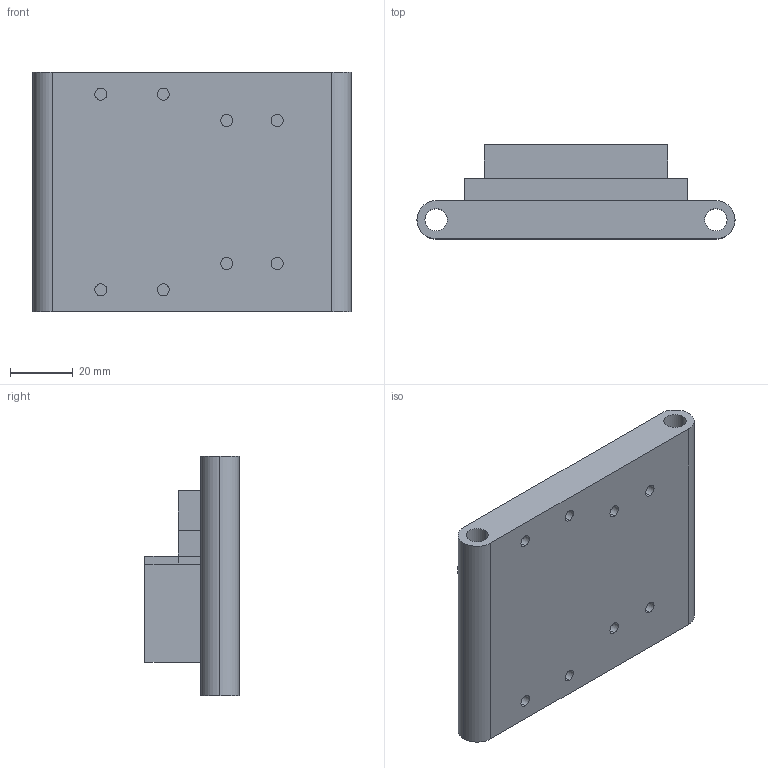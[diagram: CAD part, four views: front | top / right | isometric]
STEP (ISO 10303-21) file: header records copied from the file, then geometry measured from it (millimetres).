
FILE_DESCRIPTION (( 'STEP AP214' ), '1' );
FILE_NAME ('Flight Computer Sled Cantaloupe v3.STEP', '2026-02-14T21:33:36', ( '' ), ( '' ), 'SwSTEP 2.0', 'SolidWorks 2025', '' );
FILE_SCHEMA (( 'AUTOMOTIVE_DESIGN' ));
Length unit declared in the file: inch
Products named in the file (1): Flight Computer Sled Cantaloupe v3
Bounding box: 101.09 x 29.97 x 76.2 mm (x, y, z)
Volume: 92828.5 mm3; surface area: 30560.1 mm2
Topology: 1 solids, 1 shells, 71 faces, 168 edges, 112 vertices
Faces by surface type: plane 40, cylinder 31
Entity records: 2099 total; most frequent: DIRECTION 374, CARTESIAN_POINT 352, ORIENTED_EDGE 336, EDGE_CURVE 168, AXIS2_PLACEMENT_3D 134, VERTEX_POINT 112, LINE 106, VECTOR 106
